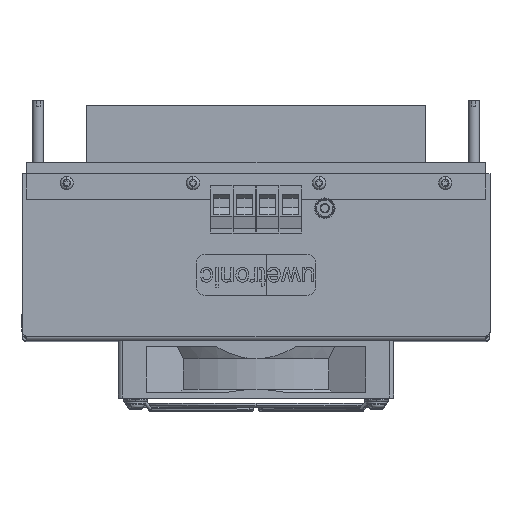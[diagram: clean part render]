
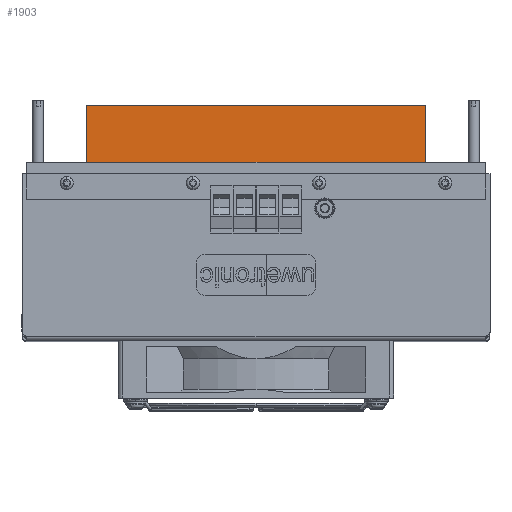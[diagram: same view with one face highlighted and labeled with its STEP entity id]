
A CAD part, top view. The second image highlights one B-rep face of the part: STEP entity #1903.
In plain terms, the highlighted face is planar.
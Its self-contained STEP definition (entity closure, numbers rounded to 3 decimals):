
#382 = VERTEX_POINT ( 'NONE', #16988 ) ;
#1083 = VERTEX_POINT ( 'NONE', #1361 ) ;
#1361 = CARTESIAN_POINT ( 'NONE',  ( 114., -12.5, 74. ) ) ;
#1675 = CARTESIAN_POINT ( 'NONE',  ( 114., 12.5, 74. ) ) ;
#1903 = ADVANCED_FACE ( 'NONE', ( #30217 ), #36674, .F. ) ;
#2188 = AXIS2_PLACEMENT_3D ( 'NONE', #1675, #8165, #33565 ) ;
#4077 = EDGE_CURVE ( 'NONE', #382, #1083, #28746, .T. ) ;
#4314 = VERTEX_POINT ( 'NONE', #37259 ) ;
#4370 = ORIENTED_EDGE ( 'NONE', *, *, #22979, .F. ) ;
#4721 = VECTOR ( 'NONE', #19347, 1000. ) ;
#8165 = DIRECTION ( 'NONE',  ( -1., 0., 0. ) ) ;
#9622 = CARTESIAN_POINT ( 'NONE',  ( 114., 12.5, 74. ) ) ;
#9803 = DIRECTION ( 'NONE',  ( 0., 0., -1. ) ) ;
#9912 = DIRECTION ( 'NONE',  ( 0., 0., -1. ) ) ;
#11274 = VERTEX_POINT ( 'NONE', #11352 ) ;
#11352 = CARTESIAN_POINT ( 'NONE',  ( 114., 12.5, -74. ) ) ;
#13688 = EDGE_LOOP ( 'NONE', ( #39257, #4370, #19794, #39337 ) ) ;
#14627 = LINE ( 'NONE', #27264, #4721 ) ;
#15052 = EDGE_CURVE ( 'NONE', #1083, #4314, #38189, .T. ) ;
#16988 = CARTESIAN_POINT ( 'NONE',  ( 114., 12.5, 74. ) ) ;
#19154 = LINE ( 'NONE', #25599, #35622 ) ;
#19347 = DIRECTION ( 'NONE',  ( 0., -1., 0. ) ) ;
#19794 = ORIENTED_EDGE ( 'NONE', *, *, #35513, .F. ) ;
#19947 = VECTOR ( 'NONE', #25833, 1000. ) ;
#22979 = EDGE_CURVE ( 'NONE', #11274, #4314, #14627, .T. ) ;
#25599 = CARTESIAN_POINT ( 'NONE',  ( 114., 12.5, 74. ) ) ;
#25833 = DIRECTION ( 'NONE',  ( 0., -1., 0. ) ) ;
#27264 = CARTESIAN_POINT ( 'NONE',  ( 114., 12.5, -74. ) ) ;
#28746 = LINE ( 'NONE', #9622, #19947 ) ;
#30217 = FACE_OUTER_BOUND ( 'NONE', #13688, .T. ) ;
#31549 = VECTOR ( 'NONE', #9912, 1000. ) ;
#32555 = CARTESIAN_POINT ( 'NONE',  ( 114., -12.5, 74. ) ) ;
#33565 = DIRECTION ( 'NONE',  ( 0., 0., 1. ) ) ;
#35513 = EDGE_CURVE ( 'NONE', #382, #11274, #19154, .T. ) ;
#35622 = VECTOR ( 'NONE', #9803, 1000. ) ;
#36674 = PLANE ( 'NONE',  #2188 ) ;
#37259 = CARTESIAN_POINT ( 'NONE',  ( 114., -12.5, -74. ) ) ;
#38189 = LINE ( 'NONE', #32555, #31549 ) ;
#39257 = ORIENTED_EDGE ( 'NONE', *, *, #15052, .T. ) ;
#39337 = ORIENTED_EDGE ( 'NONE', *, *, #4077, .T. ) ;
